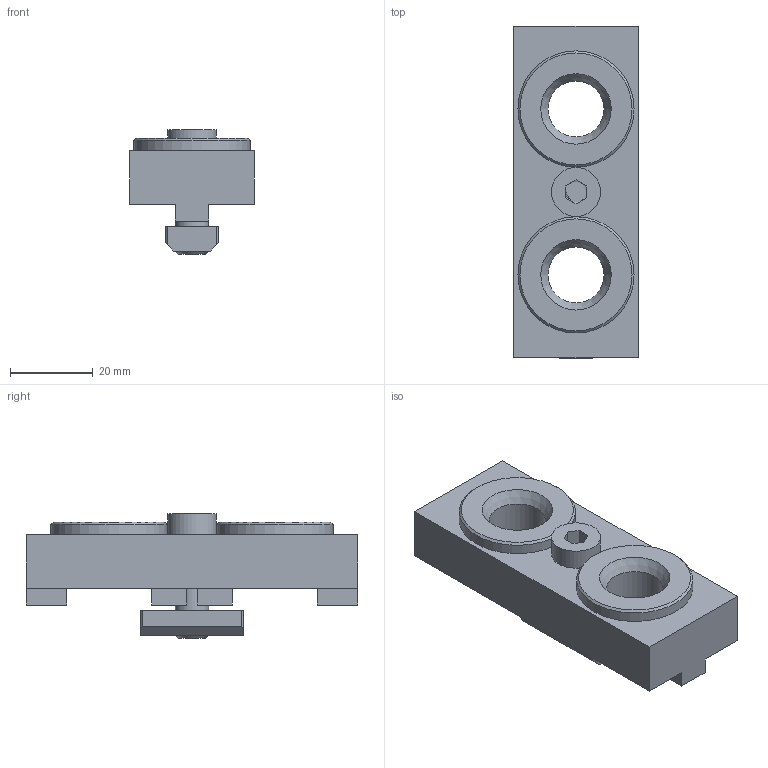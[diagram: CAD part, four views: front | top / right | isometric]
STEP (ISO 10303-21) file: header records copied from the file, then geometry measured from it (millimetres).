
FILE_DESCRIPTION(/* description */ (''),/* implementation_level */ '2;1');
FILE_NAME(/* name */ '990020.stp',/* time_stamp */ '2019-01-19T07:08:22+01:00',/* author */ ('Coufal'),/* organization */ ('Alutec K&K'),/* preprocessor_version */ 'ST-DEVELOPER v17',/* originating_system */ 'Autodesk Inventor 2018',/* authorisation */ '');
FILE_SCHEMA (('AUTOMOTIVE_DESIGN { 1 0 10303 214 3 1 1 }'));
Length unit declared in the file: millimetre
Products named in the file (6): 990020; 990020_01; 9900120_02; 990020-sroub_matice; 210825; 990020-200825
Assembly tree (6 placements, depth 3):
  990020
    990020_01
    9900120_02  x2
    990020-sroub_matice
      210825
      990020-200825
Bounding box: 30 x 80 x 30 mm (x, y, z)
Volume: 33121.4 mm3; surface area: 16078 mm2
Topology: 5 solids, 5 shells, 68 faces, 184 edges, 126 vertices
Faces by surface type: plane 46, cylinder 12, cone 9, torus 1
Full cylindrical faces by diameter (mm): 6.647 x1, 8 x1, 8.5 x1, 11.8 x1, 13.5 x2, 22 x4, 28 x2
Entity records: 2128 total; most frequent: CARTESIAN_POINT 356, DIRECTION 345, ORIENTED_EDGE 322, EDGE_CURVE 161, AXIS2_PLACEMENT_3D 120, VERTEX_POINT 110, LINE 105, VECTOR 105
